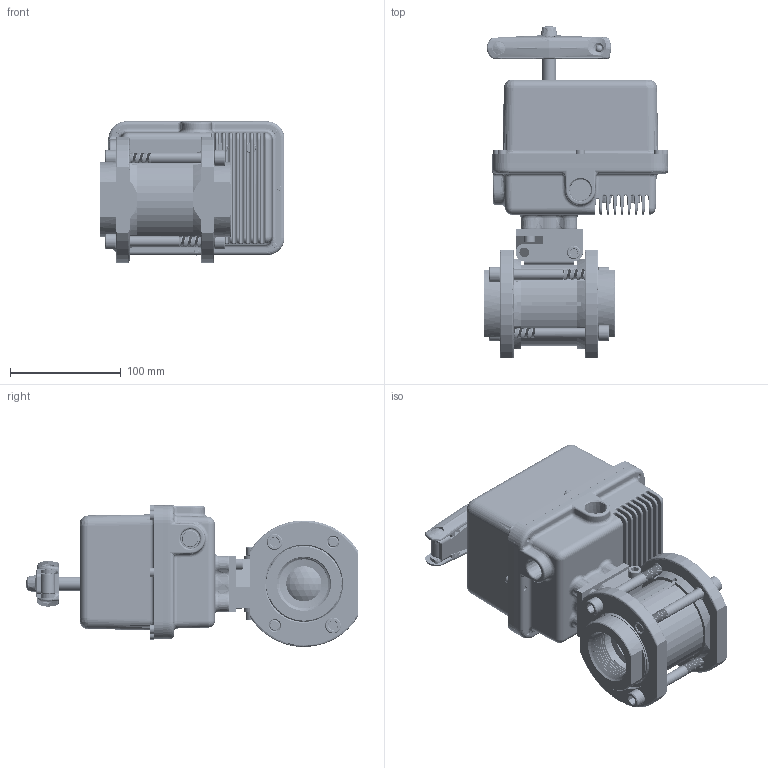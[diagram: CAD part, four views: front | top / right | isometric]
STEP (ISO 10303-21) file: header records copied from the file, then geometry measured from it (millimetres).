
FILE_DESCRIPTION (( 'STEP AP203' ), '1' );
FILE_NAME ('22XXSES600.step', '2018-03-15T16:58:55', ( '' ), ( '' ), 'SwSTEP 2.0', 'SolidWorks 2017', '' );
FILE_SCHEMA (( 'CONFIG_CONTROL_DESIGN' ));
Length unit declared in the file: inch
Products named in the file (1): 22XXSES600
Bounding box: 166.71 x 299.25 x 128.05 mm (x, y, z)
Volume: 1106874.2 mm3; surface area: 431153.8 mm2
Topology: 36 solids, 36 shells, 3985 faces, 9929 edges, 6060 vertices
Faces by surface type: cylinder 1417, cone 1037, plane 880, bspline 462, torus 139, sphere 50
Entity records: 180236 total; most frequent: CARTESIAN_POINT 92790, ORIENTED_EDGE 19704, DIRECTION 16936, EDGE_CURVE 9852, AXIS2_PLACEMENT_3D 6464, VERTEX_POINT 6053, EDGE_LOOP 4217, VECTOR 4008
